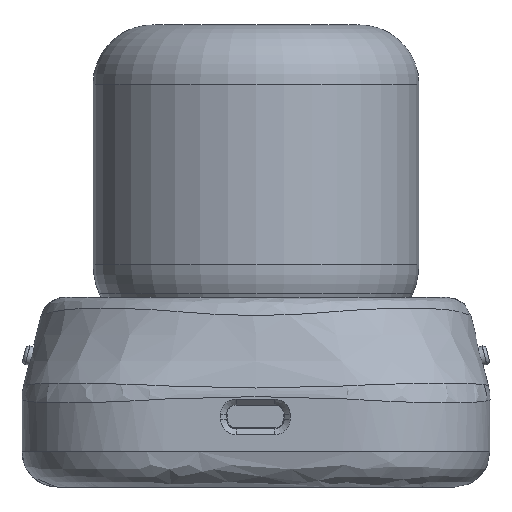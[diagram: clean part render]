
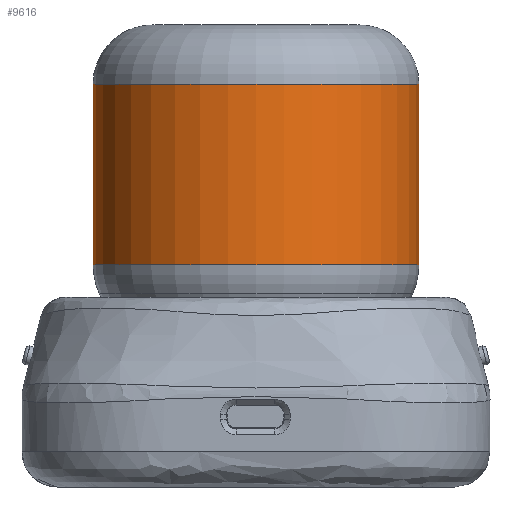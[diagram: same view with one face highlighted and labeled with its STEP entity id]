
A CAD part, front view. The second image highlights one B-rep face of the part: STEP entity #9616.
In plain terms, the highlighted cylindrical face has radius 27.5 mm (diameter 55 mm), a full revolution.
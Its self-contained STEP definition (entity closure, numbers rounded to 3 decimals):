
#350=CYLINDRICAL_SURFACE('',#10616,27.5);
#1144=CIRCLE('',#10595,27.5);
#1155=CIRCLE('',#10611,27.5);
#1156=CIRCLE('',#10612,27.5);
#1648=FACE_OUTER_BOUND('',#2271,.T.);
#2271=EDGE_LOOP('',(#8386,#8387,#8388,#8389,#8390));
#2935=LINE('',#24133,#3632);
#3632=VECTOR('',#12904,27.5);
#4547=VERTEX_POINT('',#24095);
#4556=VERTEX_POINT('',#24122);
#4557=VERTEX_POINT('',#24124);
#5851=EDGE_CURVE('',#4547,#4547,#1144,.T.);
#5864=EDGE_CURVE('',#4556,#4557,#1155,.T.);
#5865=EDGE_CURVE('',#4557,#4556,#1156,.T.);
#5869=EDGE_CURVE('',#4557,#4547,#2935,.T.);
#8386=ORIENTED_EDGE('',*,*,#5865,.F.);
#8387=ORIENTED_EDGE('',*,*,#5869,.T.);
#8388=ORIENTED_EDGE('',*,*,#5851,.F.);
#8389=ORIENTED_EDGE('',*,*,#5869,.F.);
#8390=ORIENTED_EDGE('',*,*,#5864,.F.);
#9616=ADVANCED_FACE('',(#1648),#350,.T.);
#10595=AXIS2_PLACEMENT_3D('',#24097,#12857,#12858);
#10611=AXIS2_PLACEMENT_3D('',#24125,#12891,#12892);
#10612=AXIS2_PLACEMENT_3D('',#24126,#12893,#12894);
#10616=AXIS2_PLACEMENT_3D('',#24132,#12902,#12903);
#12857=DIRECTION('center_axis',(0.,0.,1.));
#12858=DIRECTION('ref_axis',(1.,0.,0.));
#12891=DIRECTION('center_axis',(0.,0.,-1.));
#12892=DIRECTION('ref_axis',(1.,0.,0.));
#12893=DIRECTION('center_axis',(0.,0.,-1.));
#12894=DIRECTION('ref_axis',(1.,0.,0.));
#12902=DIRECTION('center_axis',(0.,0.,-1.));
#12903=DIRECTION('ref_axis',(1.,0.,0.));
#12904=DIRECTION('',(0.,0.,1.));
#24095=CARTESIAN_POINT('',(-27.5,0.,4.));
#24097=CARTESIAN_POINT('Origin',(0.,0.,
4.));
#24122=CARTESIAN_POINT('',(27.5,0.,-26.465));
#24124=CARTESIAN_POINT('',(-27.5,0.,-26.465));
#24125=CARTESIAN_POINT('Origin',(0.,0.,
-26.465));
#24126=CARTESIAN_POINT('Origin',(0.,0.,
-26.465));
#24132=CARTESIAN_POINT('Origin',(0.,0.,
14.));
#24133=CARTESIAN_POINT('',(-27.5,0.,14.));
